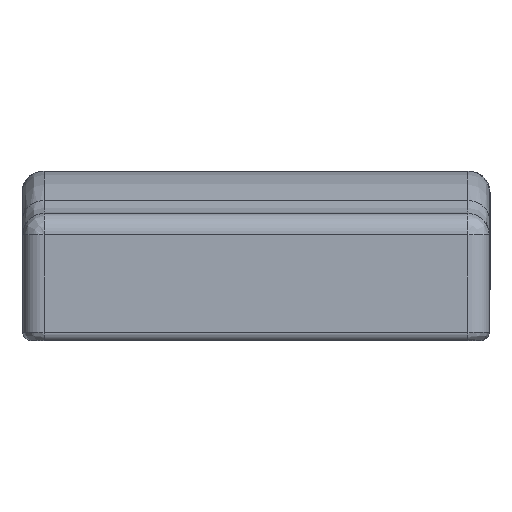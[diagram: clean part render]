
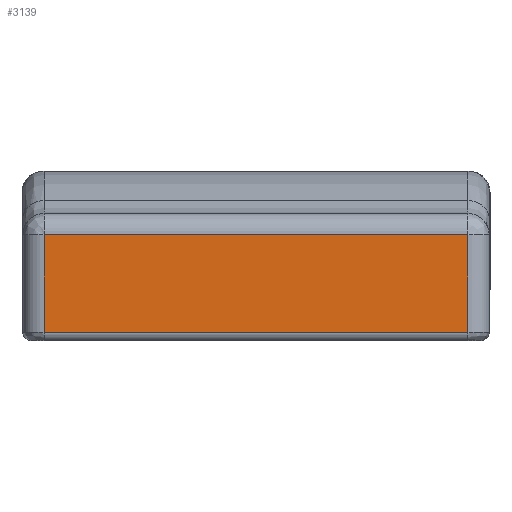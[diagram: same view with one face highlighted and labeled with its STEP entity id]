
A CAD part, left-side view. The second image highlights one B-rep face of the part: STEP entity #3139.
In plain terms, the highlighted planar face has unit normal (-1, 0, 0).
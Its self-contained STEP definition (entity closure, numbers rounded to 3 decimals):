
#2658 = EDGE_CURVE('',#2659,#2661,#2663,.T.);
#2659 = VERTEX_POINT('',#2660);
#2660 = CARTESIAN_POINT('',(-5.46,2.5,
    1.343));
#2661 = VERTEX_POINT('',#2662);
#2662 = CARTESIAN_POINT('',(-5.46,2.5,
    0.193));
#2663 = LINE('',#2664,#2665);
#2664 = CARTESIAN_POINT('',(-5.46,2.5,
    1.593));
#2665 = VECTOR('',#2666,1.);
#2666 = DIRECTION('',(0.,0.,-1.));
#2815 = VERTEX_POINT('',#2816);
#2816 = CARTESIAN_POINT('',(-5.46,-2.5,
    0.193));
#2823 = EDGE_CURVE('',#2815,#2661,#2824,.T.);
#2824 = LINE('',#2825,#2826);
#2825 = CARTESIAN_POINT('',(-5.46,2.75,
    0.193));
#2826 = VECTOR('',#2827,1.);
#2827 = DIRECTION('',(0.,1.,0.));
#2889 = VERTEX_POINT('',#2890);
#2890 = CARTESIAN_POINT('',(-5.46,-2.5,
    1.343));
#2897 = EDGE_CURVE('',#2889,#2815,#2898,.T.);
#2898 = LINE('',#2899,#2900);
#2899 = CARTESIAN_POINT('',(-5.46,-2.5,
    -0.598));
#2900 = VECTOR('',#2901,1.);
#2901 = DIRECTION('',(0.,0.,-1.));
#3139 = ADVANCED_FACE('',(#3140),#3151,.T.);
#3140 = FACE_BOUND('',#3141,.T.);
#3141 = EDGE_LOOP('',(#3142,#3143,#3149,#3150));
#3142 = ORIENTED_EDGE('',*,*,#2897,.F.);
#3143 = ORIENTED_EDGE('',*,*,#3144,.T.);
#3144 = EDGE_CURVE('',#2889,#2659,#3145,.T.);
#3145 = LINE('',#3146,#3147);
#3146 = CARTESIAN_POINT('',(-5.46,2.75,
    1.343));
#3147 = VECTOR('',#3148,1.);
#3148 = DIRECTION('',(0.,1.,0.));
#3149 = ORIENTED_EDGE('',*,*,#2658,.T.);
#3150 = ORIENTED_EDGE('',*,*,#2823,.F.);
#3151 = PLANE('',#3152);
#3152 = AXIS2_PLACEMENT_3D('',#3153,#3154,#3155);
#3153 = CARTESIAN_POINT('',(-5.46,2.75,
    1.593));
#3154 = DIRECTION('',(-1.,0.,0.));
#3155 = DIRECTION('',(0.,0.,1.));
